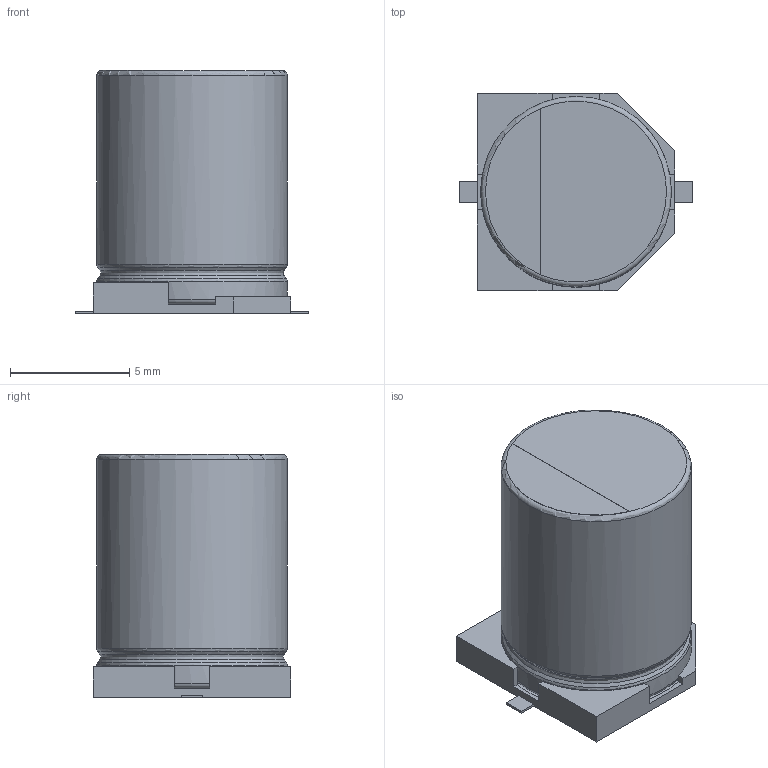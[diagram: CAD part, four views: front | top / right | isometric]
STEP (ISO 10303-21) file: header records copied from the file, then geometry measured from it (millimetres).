
FILE_DESCRIPTION(('FreeCAD Model'),'2;1');
FILE_NAME('panasonic_f.stp','2015-04-11T11:42:58',( 'FreeCAD'),('FreeCAD'),'Open CASCADE STEP processor 6.7','FreeCAD', 'Unknown');
FILE_SCHEMA(('AUTOMOTIVE_DESIGN_CC2 { 1 2 10303 214 -1 1 5 4 }'));
Length unit declared in the file: millimetre
Products named in the file (4): Pad001; Fillet002_(Mirror_#1); Fillet002; Chamfer
Bounding box: 9.8 x 8.3 x 10.21 mm (x, y, z)
Volume: 521.3 mm3; surface area: 527.9 mm2
Topology: 4 solids, 4 shells, 83 faces, 198 edges, 122 vertices
Faces by surface type: plane 59, cylinder 17, bspline 3, torus 2, cone 2
Full cylindrical faces by diameter (mm): 0.9 x2, 6.4 x1, 8 x2
Entity records: 5367 total; most frequent: CARTESIAN_POINT 1363, DIRECTION 664, ORIENTED_EDGE 396, PCURVE 396, DEFINITIONAL_REPRESENTATION 396, LINE 390, VECTOR 390, EDGE_CURVE 198
